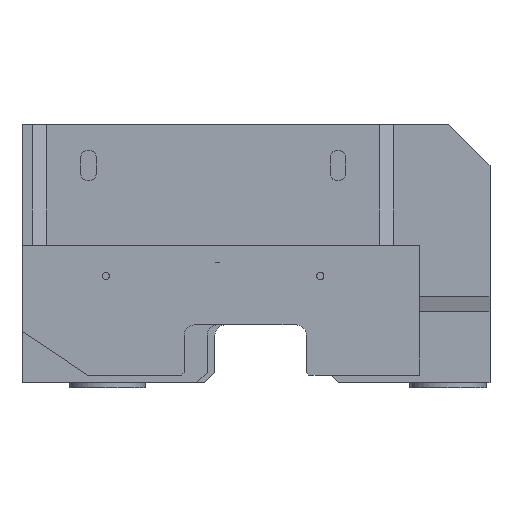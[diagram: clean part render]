
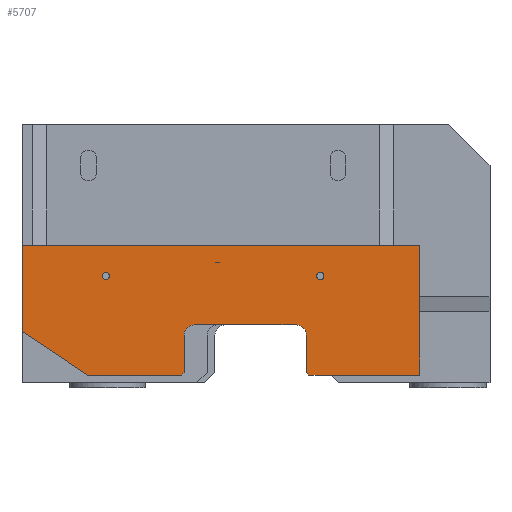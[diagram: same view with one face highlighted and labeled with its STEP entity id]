
A CAD part, front view. The second image highlights one B-rep face of the part: STEP entity #5707.
In plain terms, the highlighted planar face has unit normal (0, -1, 0).
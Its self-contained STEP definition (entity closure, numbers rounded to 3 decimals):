
#107 = DIRECTION ( 'NONE',  ( 0., 0., -1. ) ) ;
#332 = CARTESIAN_POINT ( 'NONE',  ( -520.572, -1349., 275. ) ) ;
#790 = VERTEX_POINT ( 'NONE', #5167 ) ;
#965 = EDGE_CURVE ( 'NONE', #6861, #19282, #6646, .T. ) ;
#1246 = DIRECTION ( 'NONE',  ( -0.832, 0., 0.555 ) ) ;
#1461 = VERTEX_POINT ( 'NONE', #23903 ) ;
#1471 = CARTESIAN_POINT ( 'NONE',  ( -357.572, -1349., 208. ) ) ;
#1568 = VERTEX_POINT ( 'NONE', #332 ) ;
#1634 = DIRECTION ( 'NONE',  ( 0., -1., 0. ) ) ;
#1679 = EDGE_CURVE ( 'NONE', #10618, #19634, #26736, .T. ) ;
#1839 = VECTOR ( 'NONE', #19175, 1000. ) ;
#2099 = CARTESIAN_POINT ( 'NONE',  ( -520.572, -1349., 120. ) ) ;
#2118 = DIRECTION ( 'NONE',  ( 0., 0., 1. ) ) ;
#2810 = CARTESIAN_POINT ( 'NONE',  ( 59.428, -1349., 215. ) ) ;
#3069 = CARTESIAN_POINT ( 'NONE',  ( 37.428, -1349., 22.5 ) ) ;
#3531 = CARTESIAN_POINT ( 'NONE',  ( -520.572, -1349., 275. ) ) ;
#3595 = LINE ( 'NONE', #15210, #8731 ) ;
#3915 = AXIS2_PLACEMENT_3D ( 'NONE', #22454, #9363, #24648 ) ;
#4101 = VECTOR ( 'NONE', #1246, 1000. ) ;
#4291 = ORIENTED_EDGE ( 'NONE', *, *, #17166, .F. ) ;
#4622 = CARTESIAN_POINT ( 'NONE',  ( -210.572, -1349., 22.5 ) ) ;
#5011 = DIRECTION ( 'NONE',  ( 0., 0., -1. ) ) ;
#5167 = CARTESIAN_POINT ( 'NONE',  ( 32.428, -1349., 100. ) ) ;
#5175 = CARTESIAN_POINT ( 'NONE',  ( -357.572, -1349., 215. ) ) ;
#5510 = FACE_BOUND ( 'NONE', #28322, .T. ) ;
#5582 = VERTEX_POINT ( 'NONE', #3069 ) ;
#5623 = CARTESIAN_POINT ( 'NONE',  ( -520.572, -1349., 107.5 ) ) ;
#5707 = ADVANCED_FACE ( 'NONE', ( #10656, #5510, #16477 ), #27455, .F. ) ;
#5756 = CARTESIAN_POINT ( 'NONE',  ( -357.572, -1349., 222. ) ) ;
#5837 = CARTESIAN_POINT ( 'NONE',  ( 32.428, -1349., 27.5 ) ) ;
#6289 = CARTESIAN_POINT ( 'NONE',  ( 59.428, -1349., 222. ) ) ;
#6641 = DIRECTION ( 'NONE',  ( 0., 0., -1. ) ) ;
#6646 = CIRCLE ( 'NONE', #9639, 7. ) ;
#6840 = VECTOR ( 'NONE', #8050, 1000. ) ;
#6861 = VERTEX_POINT ( 'NONE', #1471 ) ;
#7359 = DIRECTION ( 'NONE',  ( 0., 0., -1. ) ) ;
#7629 = LINE ( 'NONE', #14813, #1839 ) ;
#7790 = AXIS2_PLACEMENT_3D ( 'NONE', #20917, #12141, #7847 ) ;
#7847 = DIRECTION ( 'NONE',  ( 0., 0., 1. ) ) ;
#8050 = DIRECTION ( 'NONE',  ( 0., 0., -1. ) ) ;
#8142 = VERTEX_POINT ( 'NONE', #12138 ) ;
#8267 = CARTESIAN_POINT ( 'NONE',  ( 12.428, -1349., 120. ) ) ;
#8349 = EDGE_CURVE ( 'NONE', #22547, #11015, #3595, .T. ) ;
#8731 = VECTOR ( 'NONE', #2118, 1000. ) ;
#8843 = VERTEX_POINT ( 'NONE', #8267 ) ;
#9068 = CARTESIAN_POINT ( 'NONE',  ( -185.572, -1349., 120. ) ) ;
#9172 = EDGE_LOOP ( 'NONE', ( #16227, #20998 ) ) ;
#9213 = EDGE_CURVE ( 'NONE', #13702, #26727, #27371, .T. ) ;
#9295 = ORIENTED_EDGE ( 'NONE', *, *, #18543, .T. ) ;
#9363 = DIRECTION ( 'NONE',  ( 0., 1., 0. ) ) ;
#9414 = EDGE_CURVE ( 'NONE', #24593, #13702, #10570, .T. ) ;
#9604 = VERTEX_POINT ( 'NONE', #9068 ) ;
#9629 = EDGE_CURVE ( 'NONE', #24593, #22547, #15361, .T. ) ;
#9639 = AXIS2_PLACEMENT_3D ( 'NONE', #14735, #1634, #16932 ) ;
#9729 = VERTEX_POINT ( 'NONE', #16049 ) ;
#10086 = CIRCLE ( 'NONE', #25040, 20. ) ;
#10142 = CARTESIAN_POINT ( 'NONE',  ( 12.428, -1349., 100. ) ) ;
#10211 = ORIENTED_EDGE ( 'NONE', *, *, #8349, .T. ) ;
#10465 = EDGE_CURVE ( 'NONE', #1568, #26727, #20730, .T. ) ;
#10554 = ORIENTED_EDGE ( 'NONE', *, *, #18251, .T. ) ;
#10570 = LINE ( 'NONE', #12907, #22197 ) ;
#10618 = VERTEX_POINT ( 'NONE', #6289 ) ;
#10656 = FACE_BOUND ( 'NONE', #9172, .T. ) ;
#10989 = CIRCLE ( 'NONE', #14335, 7. ) ;
#11015 = VERTEX_POINT ( 'NONE', #23084 ) ;
#11262 = DIRECTION ( 'NONE',  ( 0.707, 0., 0.707 ) ) ;
#11711 = EDGE_CURVE ( 'NONE', #1568, #1461, #27825, .T. ) ;
#12138 = CARTESIAN_POINT ( 'NONE',  ( 32.428, -1349., 27.5 ) ) ;
#12141 = DIRECTION ( 'NONE',  ( 0., 1., 0. ) ) ;
#12188 = ORIENTED_EDGE ( 'NONE', *, *, #9414, .F. ) ;
#12323 = DIRECTION ( 'NONE',  ( 0., 0., 1. ) ) ;
#12482 = ORIENTED_EDGE ( 'NONE', *, *, #17291, .T. ) ;
#12709 = DIRECTION ( 'NONE',  ( -1., 0., 0. ) ) ;
#12907 = CARTESIAN_POINT ( 'NONE',  ( -393.072, -1349., 22.5 ) ) ;
#13077 = DIRECTION ( 'NONE',  ( 1., 0., 0. ) ) ;
#13106 = LINE ( 'NONE', #2099, #24029 ) ;
#13176 = DIRECTION ( 'NONE',  ( 0., -1., 0. ) ) ;
#13186 = CIRCLE ( 'NONE', #16716, 7. ) ;
#13278 = ORIENTED_EDGE ( 'NONE', *, *, #10465, .T. ) ;
#13350 = LINE ( 'NONE', #5837, #6840 ) ;
#13460 = LINE ( 'NONE', #21951, #19249 ) ;
#13649 = DIRECTION ( 'NONE',  ( 0.707, 0., -0.707 ) ) ;
#13702 = VERTEX_POINT ( 'NONE', #25820 ) ;
#14023 = EDGE_CURVE ( 'NONE', #19282, #6861, #13186, .T. ) ;
#14059 = CIRCLE ( 'NONE', #3915, 20. ) ;
#14335 = AXIS2_PLACEMENT_3D ( 'NONE', #2810, #18097, #5011 ) ;
#14443 = EDGE_CURVE ( 'NONE', #1461, #9729, #13460, .T. ) ;
#14471 = LINE ( 'NONE', #18226, #26093 ) ;
#14638 = EDGE_LOOP ( 'NONE', ( #24202, #4291, #25292, #20865, #13278, #25388, #12188, #14795, #10211, #9295, #12482, #18928, #10554 ) ) ;
#14735 = CARTESIAN_POINT ( 'NONE',  ( -357.572, -1349., 215. ) ) ;
#14795 = ORIENTED_EDGE ( 'NONE', *, *, #9629, .T. ) ;
#14813 = CARTESIAN_POINT ( 'NONE',  ( 252.428, -1349., 22.5 ) ) ;
#14958 = VECTOR ( 'NONE', #16653, 1000. ) ;
#15210 = CARTESIAN_POINT ( 'NONE',  ( -205.572, -1349., 120. ) ) ;
#15361 = LINE ( 'NONE', #17851, #20437 ) ;
#15591 = CARTESIAN_POINT ( 'NONE',  ( -520.572, -1349., 107.5 ) ) ;
#16049 = CARTESIAN_POINT ( 'NONE',  ( 252.428, -1349., 22.5 ) ) ;
#16227 = ORIENTED_EDGE ( 'NONE', *, *, #965, .F. ) ;
#16477 = FACE_OUTER_BOUND ( 'NONE', #14638, .T. ) ;
#16653 = DIRECTION ( 'NONE',  ( 0., 0., -1. ) ) ;
#16679 = DIRECTION ( 'NONE',  ( 1., 0., 0. ) ) ;
#16716 = AXIS2_PLACEMENT_3D ( 'NONE', #5175, #20447, #7359 ) ;
#16932 = DIRECTION ( 'NONE',  ( 0., 0., -1. ) ) ;
#17166 = EDGE_CURVE ( 'NONE', #9729, #5582, #7629, .T. ) ;
#17291 = EDGE_CURVE ( 'NONE', #9604, #8843, #13106, .T. ) ;
#17851 = CARTESIAN_POINT ( 'NONE',  ( -205.572, -1349., 27.5 ) ) ;
#18097 = DIRECTION ( 'NONE',  ( 0., -1., 0. ) ) ;
#18226 = CARTESIAN_POINT ( 'NONE',  ( 52.428, -1349., 7.5 ) ) ;
#18251 = EDGE_CURVE ( 'NONE', #790, #8142, #13350, .T. ) ;
#18543 = EDGE_CURVE ( 'NONE', #11015, #9604, #14059, .T. ) ;
#18928 = ORIENTED_EDGE ( 'NONE', *, *, #20964, .T. ) ;
#19175 = DIRECTION ( 'NONE',  ( -1., 0., 0. ) ) ;
#19221 = VECTOR ( 'NONE', #16679, 1000. ) ;
#19249 = VECTOR ( 'NONE', #6641, 1000. ) ;
#19282 = VERTEX_POINT ( 'NONE', #5756 ) ;
#19634 = VERTEX_POINT ( 'NONE', #24867 ) ;
#20437 = VECTOR ( 'NONE', #11262, 1000. ) ;
#20447 = DIRECTION ( 'NONE',  ( 0., -1., 0. ) ) ;
#20730 = LINE ( 'NONE', #3531, #14958 ) ;
#20865 = ORIENTED_EDGE ( 'NONE', *, *, #11711, .F. ) ;
#20917 = CARTESIAN_POINT ( 'NONE',  ( -520.572, -1349., 275. ) ) ;
#20964 = EDGE_CURVE ( 'NONE', #8843, #790, #10086, .T. ) ;
#20998 = ORIENTED_EDGE ( 'NONE', *, *, #14023, .F. ) ;
#21354 = EDGE_CURVE ( 'NONE', #8142, #5582, #14471, .T. ) ;
#21562 = AXIS2_PLACEMENT_3D ( 'NONE', #26263, #13176, #107 ) ;
#21951 = CARTESIAN_POINT ( 'NONE',  ( 252.428, -1349., 275. ) ) ;
#22187 = CARTESIAN_POINT ( 'NONE',  ( -205.572, -1349., 27.5 ) ) ;
#22197 = VECTOR ( 'NONE', #12709, 1000. ) ;
#22454 = CARTESIAN_POINT ( 'NONE',  ( -185.572, -1349., 100. ) ) ;
#22547 = VERTEX_POINT ( 'NONE', #22187 ) ;
#23046 = ORIENTED_EDGE ( 'NONE', *, *, #24059, .F. ) ;
#23084 = CARTESIAN_POINT ( 'NONE',  ( -205.572, -1349., 100. ) ) ;
#23232 = CARTESIAN_POINT ( 'NONE',  ( -520.572, -1349., 275. ) ) ;
#23903 = CARTESIAN_POINT ( 'NONE',  ( 252.428, -1349., 275. ) ) ;
#24029 = VECTOR ( 'NONE', #13077, 1000. ) ;
#24059 = EDGE_CURVE ( 'NONE', #19634, #10618, #10989, .T. ) ;
#24202 = ORIENTED_EDGE ( 'NONE', *, *, #21354, .T. ) ;
#24593 = VERTEX_POINT ( 'NONE', #4622 ) ;
#24648 = DIRECTION ( 'NONE',  ( 0., 0., 1. ) ) ;
#24867 = CARTESIAN_POINT ( 'NONE',  ( 59.428, -1349., 208. ) ) ;
#25040 = AXIS2_PLACEMENT_3D ( 'NONE', #10142, #25405, #12323 ) ;
#25292 = ORIENTED_EDGE ( 'NONE', *, *, #14443, .F. ) ;
#25388 = ORIENTED_EDGE ( 'NONE', *, *, #9213, .F. ) ;
#25405 = DIRECTION ( 'NONE',  ( 0., 1., 0. ) ) ;
#25600 = ORIENTED_EDGE ( 'NONE', *, *, #1679, .F. ) ;
#25820 = CARTESIAN_POINT ( 'NONE',  ( -393.072, -1349., 22.5 ) ) ;
#26093 = VECTOR ( 'NONE', #13649, 1000. ) ;
#26263 = CARTESIAN_POINT ( 'NONE',  ( 59.428, -1349., 215. ) ) ;
#26727 = VERTEX_POINT ( 'NONE', #15591 ) ;
#26736 = CIRCLE ( 'NONE', #21562, 7. ) ;
#27371 = LINE ( 'NONE', #5623, #4101 ) ;
#27455 = PLANE ( 'NONE',  #7790 ) ;
#27825 = LINE ( 'NONE', #23232, #19221 ) ;
#28322 = EDGE_LOOP ( 'NONE', ( #23046, #25600 ) ) ;
